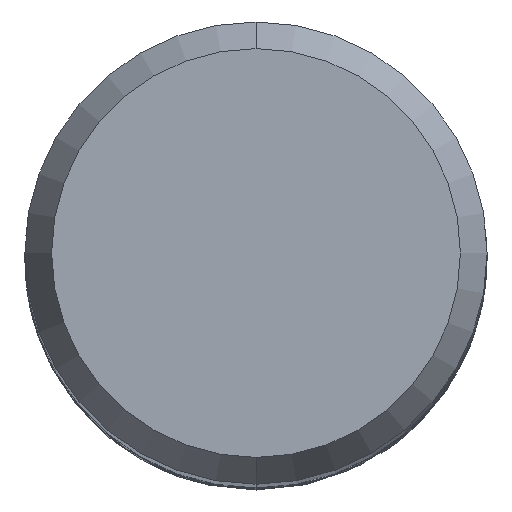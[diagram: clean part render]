
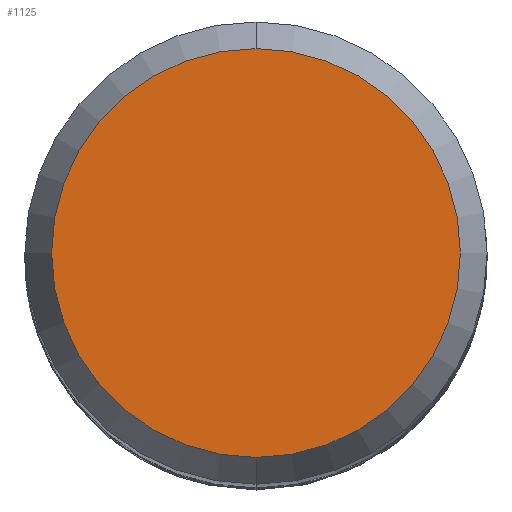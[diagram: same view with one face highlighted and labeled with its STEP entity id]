
A CAD part, top view. The second image highlights one B-rep face of the part: STEP entity #1125.
In plain terms, the highlighted planar face has unit normal (0, 0, 1).
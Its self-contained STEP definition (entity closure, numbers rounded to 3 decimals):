
#595=EDGE_CURVE('',#1423,#663,#1623,.T.);
#663=VERTEX_POINT('',#1699);
#881=EDGE_CURVE('',#663,#1423,#1931,.T.);
#1125=ADVANCED_FACE('',(#2203),#2204,.T.);
#1423=VERTEX_POINT('',#2528);
#1623=CIRCLE('',#3070,4.423);
#1699=CARTESIAN_POINT('',(0.,-4.423,0.0));
#1931=CIRCLE('',#8162,4.423);
#2203=FACE_OUTER_BOUND('',#13546,.T.);
#2204=PLANE('',#13547);
#2528=CARTESIAN_POINT('',(0.0,4.423,0.0));
#3070=AXIS2_PLACEMENT_3D('',#18614,#18615,#18616);
#8162=AXIS2_PLACEMENT_3D('',#18889,#18890,#18891);
#13546=EDGE_LOOP('',(#19198,#19199));
#13547=AXIS2_PLACEMENT_3D('',#19200,#19201,#19202);
#18614=CARTESIAN_POINT('',(0.0,0.0,0.0));
#18615=DIRECTION('',(0.0,0.0,-1.0));
#18616=DIRECTION('',(0.0,1.0,0.0));
#18889=CARTESIAN_POINT('',(0.0,0.0,0.0));
#18890=DIRECTION('',(0.0,0.0,-1.0));
#18891=DIRECTION('',(0.0,1.0,0.0));
#19198=ORIENTED_EDGE('',*,*,#595,.F.);
#19199=ORIENTED_EDGE('',*,*,#881,.F.);
#19200=CARTESIAN_POINT('',(0.0,2.211,0.0));
#19201=DIRECTION('',(-0.0,0.0,1.0));
#19202=DIRECTION('',(0.0,-1.0,0.0));
